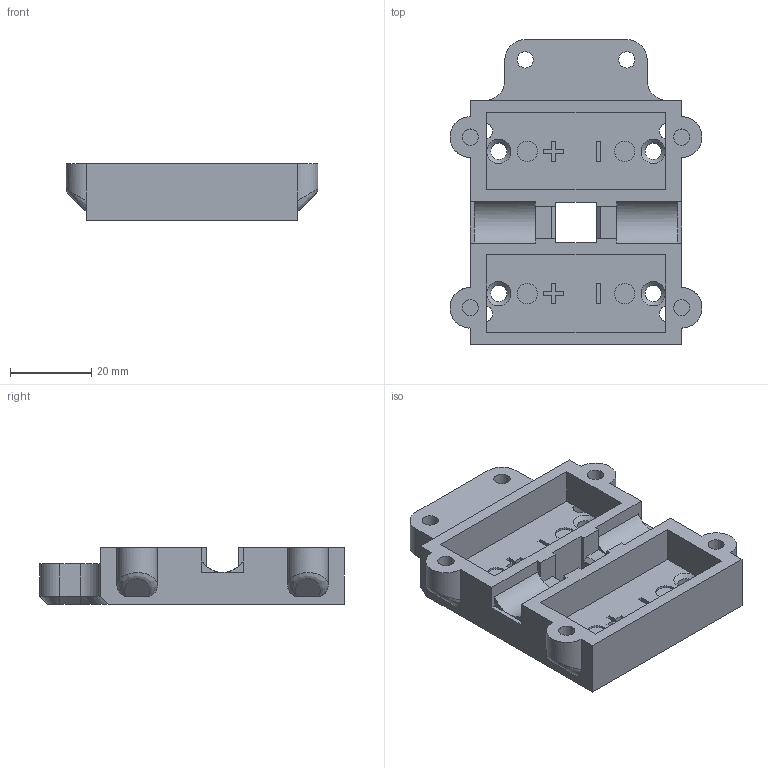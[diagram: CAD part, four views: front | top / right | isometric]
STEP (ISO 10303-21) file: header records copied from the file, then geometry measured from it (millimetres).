
FILE_DESCRIPTION(('FreeCAD Model'),'2;1');
FILE_NAME('chasisSuperior.step' ,'2016-10-15T09:58:41',('Author'),(''), 'Open CASCADE STEP processor 6.8','FreeCAD','Unknown');
FILE_SCHEMA(('AUTOMOTIVE_DESIGN_CC2 { 1 2 10303 214 -1 1 5 4 }'));
Length unit declared in the file: millimetre
Products named in the file (2): ASSEMBLY; Pocket006
Assembly tree (1 placements, depth 2):
  ASSEMBLY
    Pocket006
Bounding box: 62 x 75 x 14 mm (x, y, z)
Volume: 30319.2 mm3; surface area: 14821.8 mm2
Topology: 1 solids, 1 shells, 156 faces, 407 edges, 258 vertices
Faces by surface type: plane 112, cylinder 28, cone 12, bspline 4
Full cylindrical faces by diameter (mm): 4 x14, 5 x4
Entity records: 13466 total; most frequent: CARTESIAN_POINT 5556, DIRECTION 1404, LINE 912, VECTOR 912, ORIENTED_EDGE 802, PCURVE 802, DEFINITIONAL_REPRESENTATION 802, EDGE_CURVE 401
